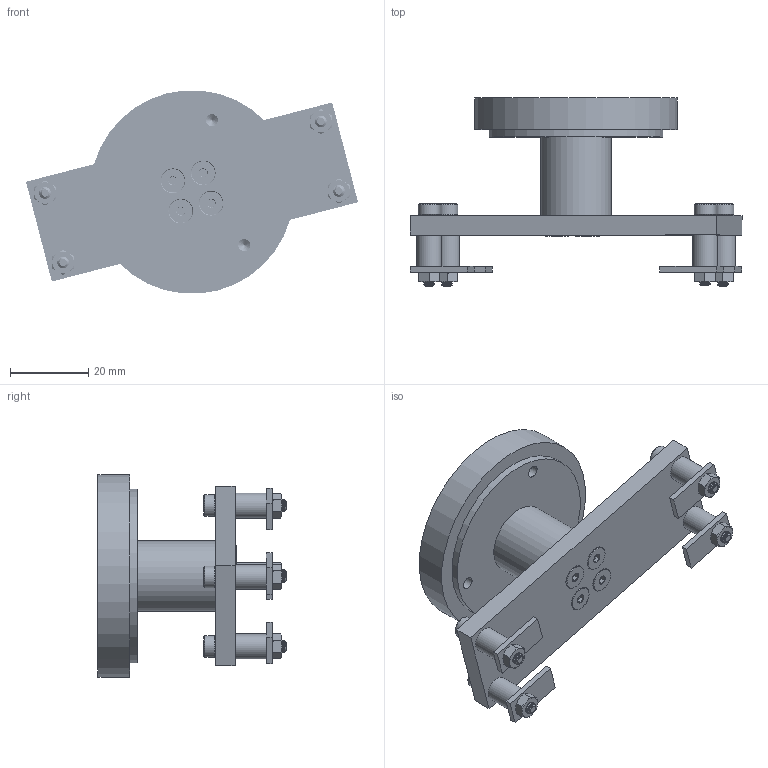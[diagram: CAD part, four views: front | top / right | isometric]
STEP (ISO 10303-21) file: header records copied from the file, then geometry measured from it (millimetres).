
FILE_DESCRIPTION(/* description */ (''),/* implementation_level */ '2;1');
FILE_NAME(/* name */ 'Grabber Tool.stp',/* time_stamp */ '2021-06-17T17:00:07-05:00',/* author */ ('Caleb'),/* organization */ (''),/* preprocessor_version */ 'ST-DEVELOPER v18.1',/* originating_system */ 'Autodesk Inventor 2022',/* authorisation */ '');
FILE_SCHEMA (('AUTOMOTIVE_DESIGN { 1 0 10303 214 3 1 1 }'));
Products named in the file (8): Grabber Tool; Grabber Base; Grabber Platform; Standoff; Picker Strip; 92290A761_TYPE 316 SS SOCKET HEAD CAP SCREW; 92125A130_TYPE 18-8 SS FLAT-HEAD SOCKET CAP SCREW; 91828A211_TYPE 18-8 STAINLESS STEEL HEX NUT
Assembly tree (22 placements, depth 2):
  Grabber Tool
    Grabber Base
    Grabber Platform
    Standoff  x4
    Picker Strip  x4
    92290A761_TYPE 316 SS SOCKET HEAD CAP SCREW  x4
    92125A130_TYPE 18-8 SS FLAT-HEAD SOCKET CAP SCREW  x4
    91828A211_TYPE 18-8 STAINLESS STEEL HEX NUT  x4
Bounding box: 84.72 x 48 x 51.8 mm (x, y, z)
Volume: 37524.4 mm3; surface area: 17924.4 mm2
Topology: 22 solids, 22 shells, 835 faces, 2168 edges, 1391 vertices
Faces by surface type: cylinder 514, plane 154, cone 143, bspline 24
Full cylindrical faces by diameter (mm): 2.35 x212, 2.459 x4, 3 x216, 3.05 x3, 3.175 x4, 3.2 x4, 3.4 x8, 5.5 x4, 6 x4, 6.35 x4, 18 x1, 44.42 x1, 51.96 x1
Entity records: 18351 total; most frequent: CARTESIAN_POINT 12711, ORIENTED_EDGE 1202, DIRECTION 933, EDGE_CURVE 601, VERTEX_POINT 389, AXIS2_PLACEMENT_3D 361, EDGE_LOOP 272, B_SPLINE_CURVE_WITH_KNOTS 256
